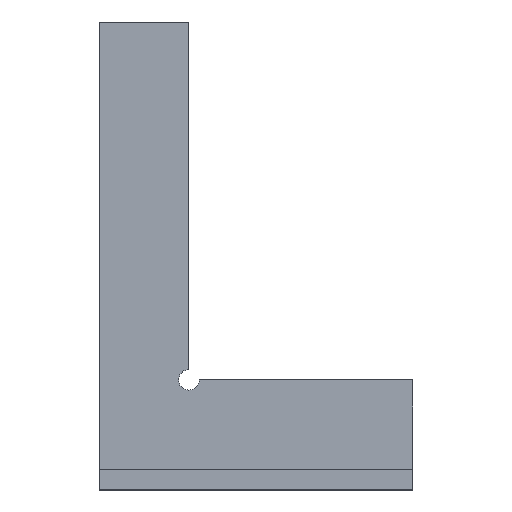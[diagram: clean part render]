
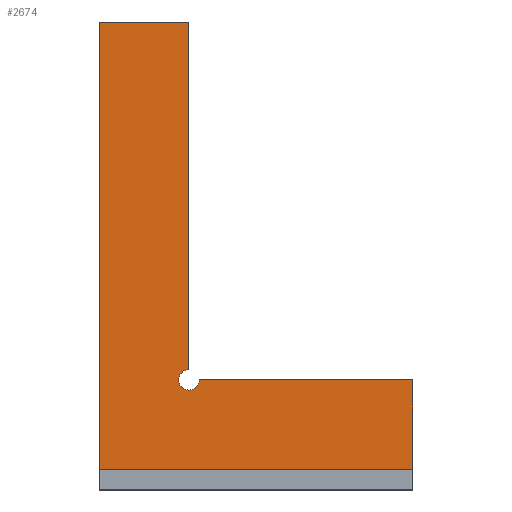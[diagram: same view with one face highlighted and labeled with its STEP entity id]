
A CAD part, top view. The second image highlights one B-rep face of the part: STEP entity #2674.
In plain terms, the highlighted planar face has unit normal (0, 0, 1).
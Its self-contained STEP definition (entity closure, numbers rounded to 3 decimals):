
#118 = CIRCLE ( 'NONE', #276, 2.3 ) ;
#166 = VECTOR ( 'NONE', #5198, 1000. ) ;
#276 = AXIS2_PLACEMENT_3D ( 'NONE', #1037, #3944, #1060 ) ;
#287 = ORIENTED_EDGE ( 'NONE', *, *, #309, .T. ) ;
#309 = EDGE_CURVE ( 'NONE', #4346, #401, #631, .T. ) ;
#346 = VERTEX_POINT ( 'NONE', #2834 ) ;
#401 = VERTEX_POINT ( 'NONE', #2519 ) ;
#411 = CARTESIAN_POINT ( 'NONE',  ( 0., 0., 4.6 ) ) ;
#570 = LINE ( 'NONE', #2206, #706 ) ;
#597 = PLANE ( 'NONE',  #3040 ) ;
#615 = VECTOR ( 'NONE', #3322, 1000. ) ;
#631 = LINE ( 'NONE', #3615, #2418 ) ;
#706 = VECTOR ( 'NONE', #2229, 1000. ) ;
#707 = DIRECTION ( 'NONE',  ( 0., -1., 0. ) ) ;
#720 = LINE ( 'NONE', #3531, #968 ) ;
#726 = CARTESIAN_POINT ( 'NONE',  ( 0., 100., 4.6 ) ) ;
#807 = VERTEX_POINT ( 'NONE', #1358 ) ;
#968 = VECTOR ( 'NONE', #1874, 1000. ) ;
#1010 = CARTESIAN_POINT ( 'NONE',  ( 70., 0., 4.6 ) ) ;
#1036 = DIRECTION ( 'NONE',  ( 0., 0., -1. ) ) ;
#1037 = CARTESIAN_POINT ( 'NONE',  ( 20., 20., 4.6 ) ) ;
#1060 = DIRECTION ( 'NONE',  ( 1., 0., 0. ) ) ;
#1217 = ORIENTED_EDGE ( 'NONE', *, *, #2060, .T. ) ;
#1250 = VERTEX_POINT ( 'NONE', #1010 ) ;
#1258 = EDGE_CURVE ( 'NONE', #1250, #807, #570, .T. ) ;
#1358 = CARTESIAN_POINT ( 'NONE',  ( 70., 20., 4.6 ) ) ;
#1521 = ORIENTED_EDGE ( 'NONE', *, *, #4583, .T. ) ;
#1736 = AXIS2_PLACEMENT_3D ( 'NONE', #1903, #1036, #3583 ) ;
#1839 = EDGE_CURVE ( 'NONE', #401, #1250, #2937, .T. ) ;
#1868 = DIRECTION ( 'NONE',  ( -1., 0., 0. ) ) ;
#1874 = DIRECTION ( 'NONE',  ( 0., 1., 0. ) ) ;
#1903 = CARTESIAN_POINT ( 'NONE',  ( 20., 20., 4.6 ) ) ;
#2060 = EDGE_CURVE ( 'NONE', #2187, #4346, #2695, .T. ) ;
#2183 = CARTESIAN_POINT ( 'NONE',  ( 17.7, 20., 4.6 ) ) ;
#2187 = VERTEX_POINT ( 'NONE', #3178 ) ;
#2206 = CARTESIAN_POINT ( 'NONE',  ( 70., 0., 4.6 ) ) ;
#2229 = DIRECTION ( 'NONE',  ( 0., 1., 0. ) ) ;
#2233 = DIRECTION ( 'NONE',  ( 0., 0., 1. ) ) ;
#2316 = ORIENTED_EDGE ( 'NONE', *, *, #3813, .T. ) ;
#2418 = VECTOR ( 'NONE', #707, 1000. ) ;
#2425 = VERTEX_POINT ( 'NONE', #2183 ) ;
#2493 = ORIENTED_EDGE ( 'NONE', *, *, #4518, .T. ) ;
#2508 = EDGE_CURVE ( 'NONE', #2425, #5323, #5053, .T. ) ;
#2519 = CARTESIAN_POINT ( 'NONE',  ( 0., 0., 4.6 ) ) ;
#2674 = ADVANCED_FACE ( 'NONE', ( #3141 ), #597, .T. ) ;
#2675 = LINE ( 'NONE', #3138, #166 ) ;
#2695 = LINE ( 'NONE', #3204, #4524 ) ;
#2834 = CARTESIAN_POINT ( 'NONE',  ( 22.3, 20., 4.6 ) ) ;
#2882 = CARTESIAN_POINT ( 'NONE',  ( 20., 22.3, 4.6 ) ) ;
#2937 = LINE ( 'NONE', #411, #615 ) ;
#3040 = AXIS2_PLACEMENT_3D ( 'NONE', #4815, #2233, #3920 ) ;
#3100 = ORIENTED_EDGE ( 'NONE', *, *, #1839, .T. ) ;
#3138 = CARTESIAN_POINT ( 'NONE',  ( 70., 20., 4.6 ) ) ;
#3141 = FACE_OUTER_BOUND ( 'NONE', #4774, .T. ) ;
#3178 = CARTESIAN_POINT ( 'NONE',  ( 20., 100., 4.6 ) ) ;
#3204 = CARTESIAN_POINT ( 'NONE',  ( 0., 100., 4.6 ) ) ;
#3322 = DIRECTION ( 'NONE',  ( 1., 0., 0. ) ) ;
#3531 = CARTESIAN_POINT ( 'NONE',  ( 20., 22.3, 4.6 ) ) ;
#3583 = DIRECTION ( 'NONE',  ( 1., 0., 0. ) ) ;
#3615 = CARTESIAN_POINT ( 'NONE',  ( 0., 0., 4.6 ) ) ;
#3813 = EDGE_CURVE ( 'NONE', #346, #2425, #118, .T. ) ;
#3920 = DIRECTION ( 'NONE',  ( 1., 0., 0. ) ) ;
#3944 = DIRECTION ( 'NONE',  ( 0., 0., -1. ) ) ;
#4208 = ORIENTED_EDGE ( 'NONE', *, *, #1258, .T. ) ;
#4292 = ORIENTED_EDGE ( 'NONE', *, *, #2508, .T. ) ;
#4346 = VERTEX_POINT ( 'NONE', #726 ) ;
#4518 = EDGE_CURVE ( 'NONE', #807, #346, #2675, .T. ) ;
#4524 = VECTOR ( 'NONE', #1868, 1000. ) ;
#4583 = EDGE_CURVE ( 'NONE', #5323, #2187, #720, .T. ) ;
#4774 = EDGE_LOOP ( 'NONE', ( #3100, #4208, #2493, #2316, #4292, #1521, #1217, #287 ) ) ;
#4815 = CARTESIAN_POINT ( 'NONE',  ( 20., 20., 4.6 ) ) ;
#5053 = CIRCLE ( 'NONE', #1736, 2.3 ) ;
#5198 = DIRECTION ( 'NONE',  ( -1., 0., 0. ) ) ;
#5323 = VERTEX_POINT ( 'NONE', #2882 ) ;
